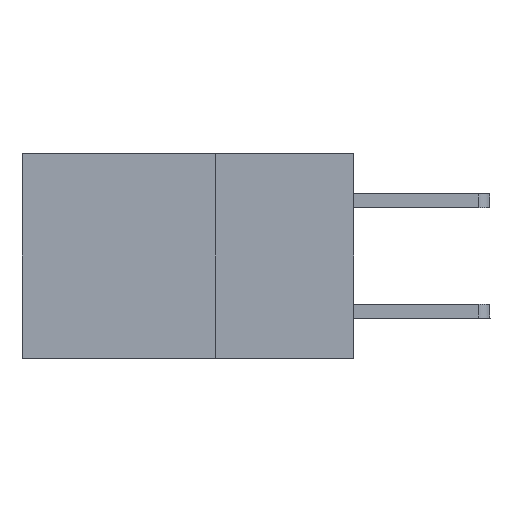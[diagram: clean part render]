
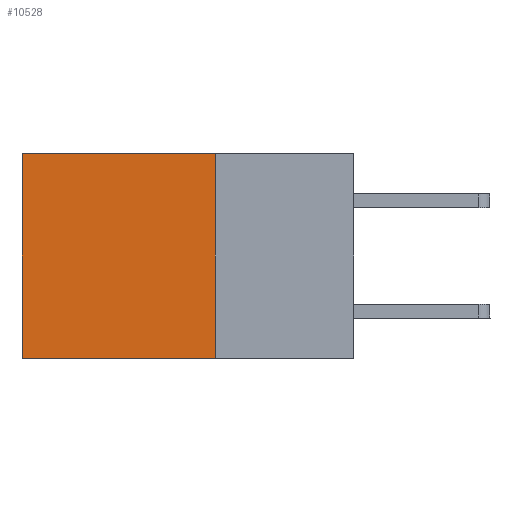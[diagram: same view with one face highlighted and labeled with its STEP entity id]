
A CAD part, left-side view. The second image highlights one B-rep face of the part: STEP entity #10528.
In plain terms, the highlighted planar face has unit normal (-1, 0, 0).
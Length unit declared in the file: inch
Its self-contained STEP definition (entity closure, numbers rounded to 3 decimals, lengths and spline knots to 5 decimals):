
#557 = DIRECTION ( 'NONE',  ( 0., 0., -1. ) ) ;
#711 = LINE ( 'NONE', #6414, #9469 ) ;
#1164 = AXIS2_PLACEMENT_3D ( 'NONE', #3715, #11711, #13031 ) ;
#2721 = DIRECTION ( 'NONE',  ( 0., 0., -1. ) ) ;
#3715 = CARTESIAN_POINT ( 'NONE',  ( 0.2875, 0.25, 0. ) ) ;
#4111 = EDGE_CURVE ( 'NONE', #10048, #6586, #711, .T. ) ;
#4251 = DIRECTION ( 'NONE',  ( 0., 1., 0. ) ) ;
#5476 = CARTESIAN_POINT ( 'NONE',  ( 0.2875, 0.25, 0. ) ) ;
#6106 = LINE ( 'NONE', #14362, #11985 ) ;
#6291 = ORIENTED_EDGE ( 'NONE', *, *, #4111, .F. ) ;
#6414 = CARTESIAN_POINT ( 'NONE',  ( 0.2875, 0.25, 0. ) ) ;
#6586 = VERTEX_POINT ( 'NONE', #10173 ) ;
#7001 = PLANE ( 'NONE',  #1164 ) ;
#7035 = VECTOR ( 'NONE', #4251, 39.37008 ) ;
#8035 = DIRECTION ( 'NONE',  ( 0., 1., 0. ) ) ;
#8114 = LINE ( 'NONE', #15136, #15170 ) ;
#8843 = CARTESIAN_POINT ( 'NONE',  ( 0.2875, 0.6, -0.37 ) ) ;
#9257 = ORIENTED_EDGE ( 'NONE', *, *, #10128, .T. ) ;
#9469 = VECTOR ( 'NONE', #557, 39.37008 ) ;
#10048 = VERTEX_POINT ( 'NONE', #10893 ) ;
#10128 = EDGE_CURVE ( 'NONE', #14446, #12458, #6106, .T. ) ;
#10173 = CARTESIAN_POINT ( 'NONE',  ( 0.2875, 0.25, -0.37 ) ) ;
#10528 = ADVANCED_FACE ( 'NONE', ( #12031 ), #7001, .F. ) ;
#10893 = CARTESIAN_POINT ( 'NONE',  ( 0.2875, 0.25, 0. ) ) ;
#11482 = EDGE_LOOP ( 'NONE', ( #9257, #13626, #6291, #15183 ) ) ;
#11495 = LINE ( 'NONE', #5476, #7035 ) ;
#11711 = DIRECTION ( 'NONE',  ( 1., 0., 0. ) ) ;
#11985 = VECTOR ( 'NONE', #2721, 39.37008 ) ;
#12031 = FACE_OUTER_BOUND ( 'NONE', #11482, .T. ) ;
#12458 = VERTEX_POINT ( 'NONE', #8843 ) ;
#13031 = DIRECTION ( 'NONE',  ( 0., 0., -1. ) ) ;
#13600 = EDGE_CURVE ( 'NONE', #6586, #12458, #8114, .T. ) ;
#13626 = ORIENTED_EDGE ( 'NONE', *, *, #13600, .F. ) ;
#13791 = CARTESIAN_POINT ( 'NONE',  ( 0.2875, 0.6, 0. ) ) ;
#13996 = EDGE_CURVE ( 'NONE', #10048, #14446, #11495, .T. ) ;
#14362 = CARTESIAN_POINT ( 'NONE',  ( 0.2875, 0.6, 0. ) ) ;
#14446 = VERTEX_POINT ( 'NONE', #13791 ) ;
#15136 = CARTESIAN_POINT ( 'NONE',  ( 0.2875, 0.25, -0.37 ) ) ;
#15170 = VECTOR ( 'NONE', #8035, 39.37008 ) ;
#15183 = ORIENTED_EDGE ( 'NONE', *, *, #13996, .T. ) ;
